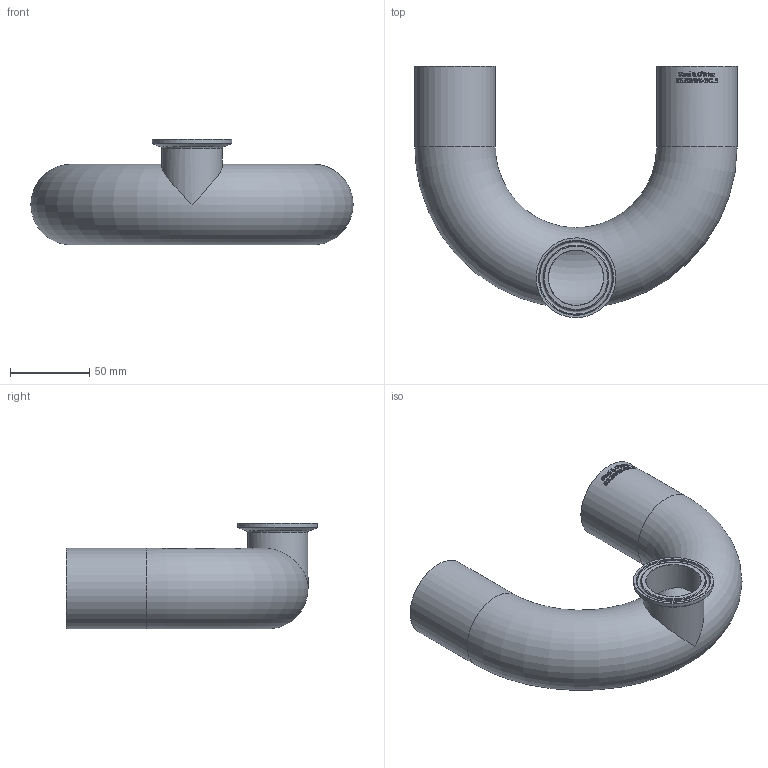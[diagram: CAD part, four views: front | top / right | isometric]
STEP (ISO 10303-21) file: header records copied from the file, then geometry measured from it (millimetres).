
FILE_DESCRIPTION(/* description */ (''),/* implementation_level */ '2;1');
FILE_NAME(/* name */ 'S2USWWK-2X15.stp',/* time_stamp */ '2018-11-26T14:58:54-05:00',/* author */ ('rick'),/* organization */ (''),/* preprocessor_version */ 'ST-DEVELOPER v15.2',/* originating_system */ 'Autodesk Inventor 2014',/* authorisation */ '');
FILE_SCHEMA (('AUTOMOTIVE_DESIGN { 1 0 10303 214 3 1 1 }'));
Length unit declared in the file: inch
Products named in the file (1): S2USWWK-2X15
Bounding box: 203.2 x 158.49 x 66.67 mm (x, y, z)
Volume: 92026.7 mm3; surface area: 110492 mm2
Topology: 1 solids, 1 shells, 433 faces, 1180 edges, 785 vertices
Faces by surface type: bspline 195, plane 185, cylinder 42, torus 8, cone 3
Full cylindrical faces by diameter (mm): 34.798 x1, 38.1 x1, 47.498 x2, 50.394 x1, 50.8 x2
Entity records: 17252 total; most frequent: CARTESIAN_POINT 7455, ORIENTED_EDGE 2302, DIRECTION 1490, EDGE_CURVE 1151, VERTEX_POINT 775, LINE 506, VECTOR 506, EDGE_LOOP 492
